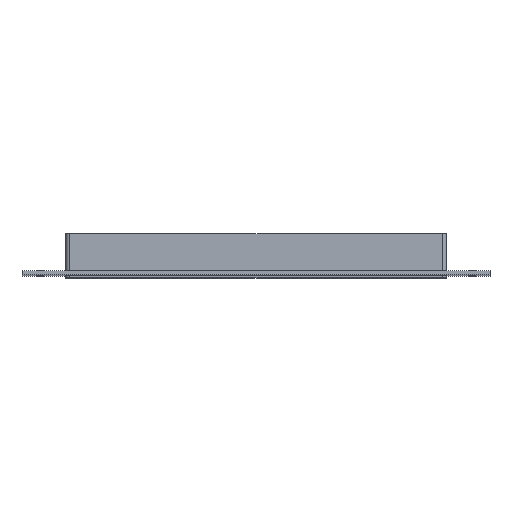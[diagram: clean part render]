
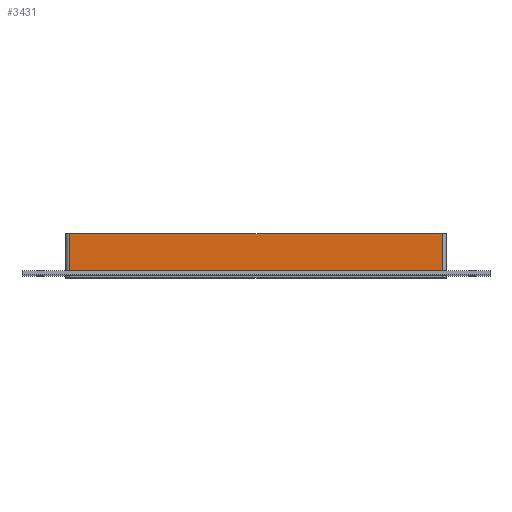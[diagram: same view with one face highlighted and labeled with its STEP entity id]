
A CAD part, top view. The second image highlights one B-rep face of the part: STEP entity #3431.
In plain terms, the highlighted planar face has unit normal (0, 0, 1).
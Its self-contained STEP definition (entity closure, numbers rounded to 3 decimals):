
#1579=CARTESIAN_POINT('',(-256.,57.0,435.0));
#1580=VERTEX_POINT('',#1579);
#1588=CARTESIAN_POINT('',(256.0,57.0,435.0));
#1589=VERTEX_POINT('',#1588);
#1590=CARTESIAN_POINT('',(-256.,57.0,435.0));
#1591=DIRECTION('',(1.0,0.0,0.0));
#1592=VECTOR('',#1591,512.0);
#1593=LINE('',#1590,#1592);
#1594=EDGE_CURVE('',#1580,#1589,#1593,.T.);
#2845=CARTESIAN_POINT('',(256.0,6.,435.0));
#2846=VERTEX_POINT('',#2845);
#2854=CARTESIAN_POINT('',(-256.,6.,435.0));
#2855=VERTEX_POINT('',#2854);
#2856=CARTESIAN_POINT('',(-256.,6.,435.0));
#2857=DIRECTION('',(1.0,0.0,0.0));
#2858=VECTOR('',#2857,512.0);
#2859=LINE('',#2856,#2858);
#2860=EDGE_CURVE('',#2855,#2846,#2859,.T.);
#3195=CARTESIAN_POINT('',(256.0,57.0,435.0));
#3196=DIRECTION('',(0.0,-1.0,0.0));
#3197=VECTOR('',#3196,51.0);
#3198=LINE('',#3195,#3197);
#3199=EDGE_CURVE('',#1589,#2846,#3198,.T.);
#3409=CARTESIAN_POINT('',(-256.,6.,435.0));
#3410=DIRECTION('',(0.0,1.0,0.0));
#3411=VECTOR('',#3410,51.0);
#3412=LINE('',#3409,#3411);
#3413=EDGE_CURVE('',#2855,#1580,#3412,.T.);
#3420=CARTESIAN_POINT('',(-262.0,0.0,435.0));
#3421=DIRECTION('',(0.0,0.0,1.0));
#3422=DIRECTION('',(1.0,0.0,0.0));
#3423=AXIS2_PLACEMENT_3D('',#3420,#3421,#3422);
#3424=PLANE('',#3423);
#3425=ORIENTED_EDGE('',*,*,#2860,.T.);
#3426=ORIENTED_EDGE('',*,*,#3199,.F.);
#3427=ORIENTED_EDGE('',*,*,#1594,.F.);
#3428=ORIENTED_EDGE('',*,*,#3413,.F.);
#3429=EDGE_LOOP('',(#3425,#3426,#3427,#3428));
#3430=FACE_OUTER_BOUND('',#3429,.T.);
#3431=ADVANCED_FACE('',(#3430),#3424,.T.);
